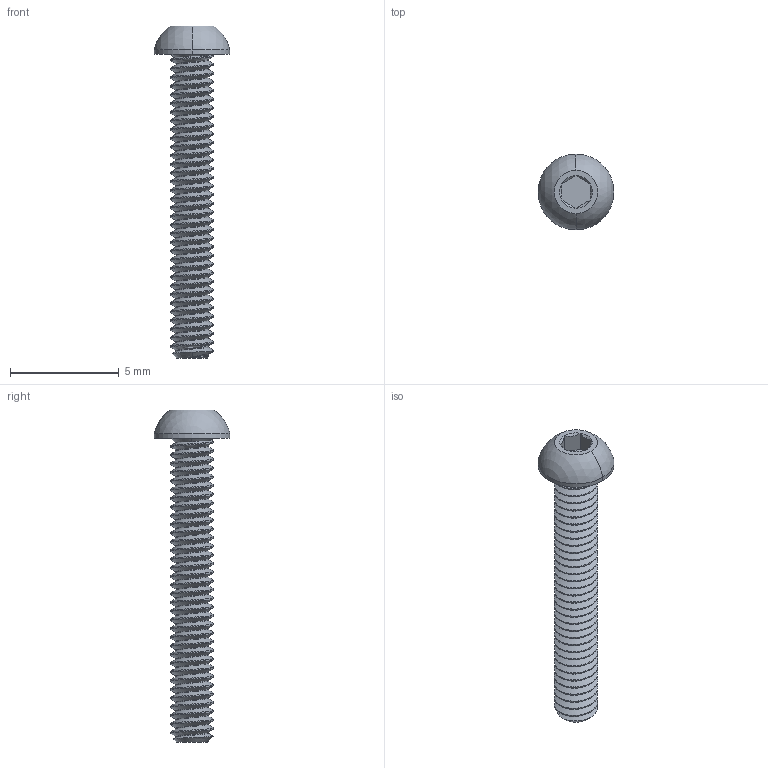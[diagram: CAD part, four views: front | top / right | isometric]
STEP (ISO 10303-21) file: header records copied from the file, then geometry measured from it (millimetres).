
FILE_DESCRIPTION (( 'STEP AP214' ), '1' );
FILE_NAME ('92095A503_Button Head Hex Drive Screw.STEP', '2025-03-25T01:55:06', ( '' ), ( '' ), 'SwSTEP 2.0', 'SolidWorks 2024', '' );
FILE_SCHEMA (( 'AUTOMOTIVE_DESIGN' ));
Length unit declared in the file: millimetre
Products named in the file (1): 92095A503_Button Head Hex Drive Screw_92095A503
Bounding box: 3.5 x 3.5 x 15.3 mm (x, y, z)
Volume: 41.9 mm3; surface area: 163.2 mm2
Topology: 1 solids, 1 shells, 169 faces, 478 edges, 313 vertices
Faces by surface type: cylinder 141, cone 14, plane 10, sphere 2, bspline 2
Entity records: 8481 total; most frequent: CARTESIAN_POINT 4930, ORIENTED_EDGE 956, DIRECTION 546, EDGE_CURVE 478, VERTEX_POINT 313, AXIS2_PLACEMENT_3D 194, EDGE_LOOP 171, ADVANCED_FACE 169
